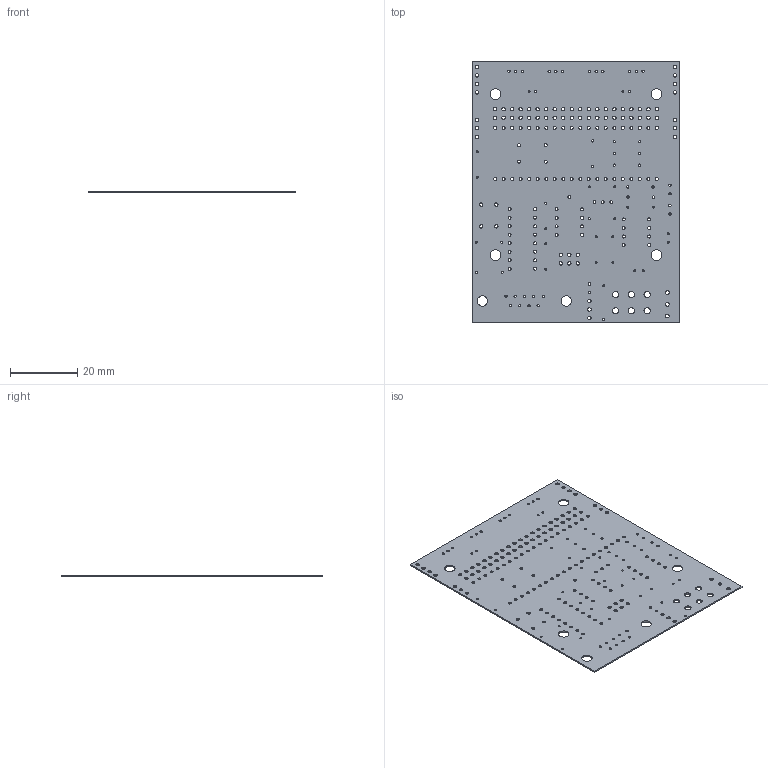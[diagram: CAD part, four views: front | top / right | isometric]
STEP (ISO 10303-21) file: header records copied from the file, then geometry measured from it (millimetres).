
FILE_DESCRIPTION(('Open CASCADE Model'),'2;1');
FILE_NAME('Open CASCADE Shape Model','2010-03-08T18:28:51',('Author'),( 'Open CASCADE'),'Open CASCADE STEP processor 6.2','Open CASCADE 6.2' ,'Unknown');
FILE_SCHEMA(('AUTOMOTIVE_DESIGN { 1 0 10303 214 1 1 1 1 }'));
Length unit declared in the file: millimetre
Products named in the file (2): PCB; Board
Assembly tree (1 placements, depth 2):
  PCB
    Board
Bounding box: 62 x 78 x 0.42 mm (x, y, z)
Volume: 1933.6 mm3; surface area: 9686.1 mm2
Topology: 1 solids, 1 shells, 237 faces, 705 edges, 470 vertices
Faces by surface type: cylinder 231, plane 6
Full cylindrical faces by diameter (mm): 0.6 x34, 0.7 x33, 0.762 x2, 0.8 x3, 0.9 x77, 1 x4, 1.02 x63, 1.1 x3, 1.85 x6, 3.1 x2, 3.175 x4
Entity records: 19755 total; most frequent: CARTESIAN_POINT 5596, DIRECTION 2593, ORIENTED_EDGE 1410, PCURVE 1410, DEFINITIONAL_REPRESENTATION 1410, LINE 1191, VECTOR 1191, EDGE_CURVE 705
